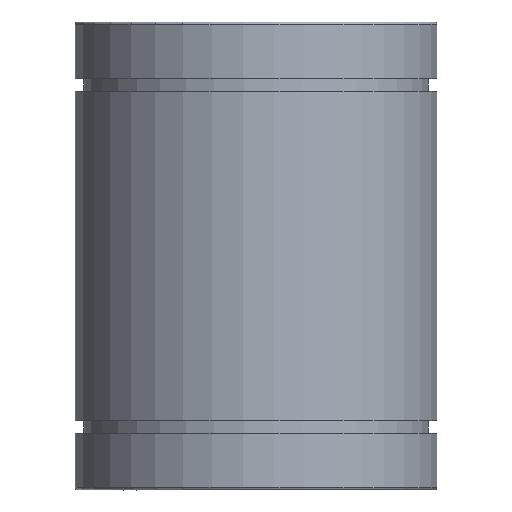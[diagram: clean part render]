
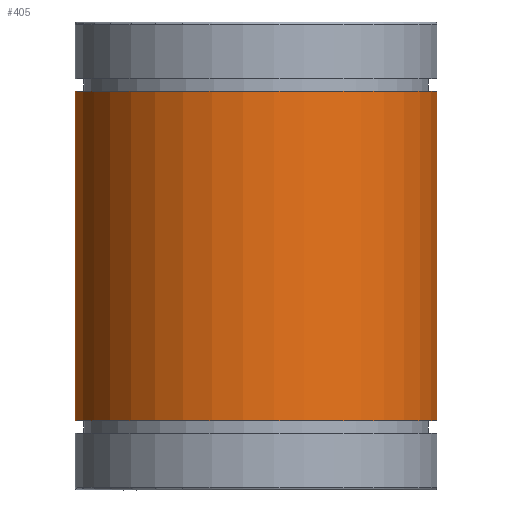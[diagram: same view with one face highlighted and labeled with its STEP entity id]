
A CAD part, front view. The second image highlights one B-rep face of the part: STEP entity #405.
In plain terms, the highlighted cylindrical face has radius 31 mm (diameter 62 mm), a partial arc.
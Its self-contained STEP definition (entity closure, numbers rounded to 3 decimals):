
#54=LINE('',#691,#78);
#55=LINE('',#695,#79);
#78=VECTOR('',#546,1000.);
#79=VECTOR('',#549,1000.);
#124=ORIENTED_EDGE('',*,*,#217,.F.);
#125=ORIENTED_EDGE('',*,*,#223,.F.);
#126=ORIENTED_EDGE('',*,*,#224,.T.);
#127=ORIENTED_EDGE('',*,*,#225,.T.);
#217=EDGE_CURVE('',#264,#266,#294,.T.);
#223=EDGE_CURVE('',#270,#264,#54,.T.);
#224=EDGE_CURVE('',#270,#271,#297,.T.);
#225=EDGE_CURVE('',#271,#266,#55,.T.);
#264=VERTEX_POINT('',#677);
#266=VERTEX_POINT('',#680);
#270=VERTEX_POINT('',#692);
#271=VERTEX_POINT('',#694);
#294=CIRCLE('',#454,31.);
#297=CIRCLE('',#459,31.);
#318=EDGE_LOOP('',(#124,#125,#126,#127));
#358=FACE_BOUND('',#318,.T.);
#390=CYLINDRICAL_SURFACE('',#458,31.);
#405=ADVANCED_FACE('',(#358),#390,.T.);
#454=AXIS2_PLACEMENT_3D('',#679,#533,#534);
#458=AXIS2_PLACEMENT_3D('',#690,#544,#545);
#459=AXIS2_PLACEMENT_3D('',#693,#547,#548);
#533=DIRECTION('',(0.,0.,-1.));
#534=DIRECTION('',(-1.,0.,0.));
#544=DIRECTION('',(0.,0.,-1.));
#545=DIRECTION('',(-1.,0.,0.));
#546=DIRECTION('',(0.,0.,-1.));
#547=DIRECTION('',(0.,0.,-1.));
#548=DIRECTION('',(-1.,0.,0.));
#549=DIRECTION('',(0.,0.,-1.));
#677=CARTESIAN_POINT('',(-20.834,22.955,-28.15));
#679=CARTESIAN_POINT('',(0.,0.,-28.15));
#680=CARTESIAN_POINT('',(-22.955,20.834,-28.15));
#690=CARTESIAN_POINT('',(0.,0.,-500.));
#691=CARTESIAN_POINT('',(-20.834,22.955,80.));
#692=CARTESIAN_POINT('',(-20.834,22.955,28.15));
#693=CARTESIAN_POINT('',(0.,0.,28.15));
#694=CARTESIAN_POINT('',(-22.955,20.834,28.15));
#695=CARTESIAN_POINT('',(-22.955,20.834,80.));
